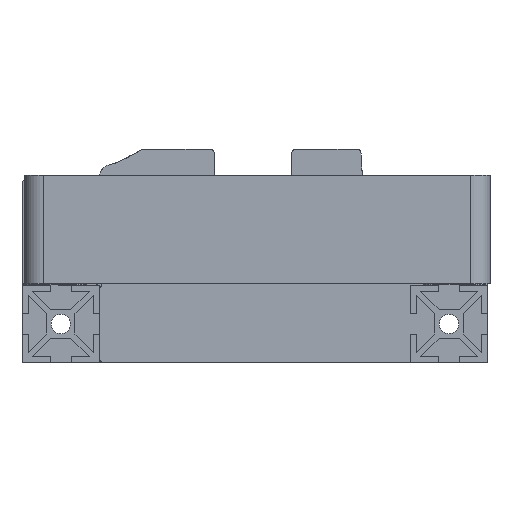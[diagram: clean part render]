
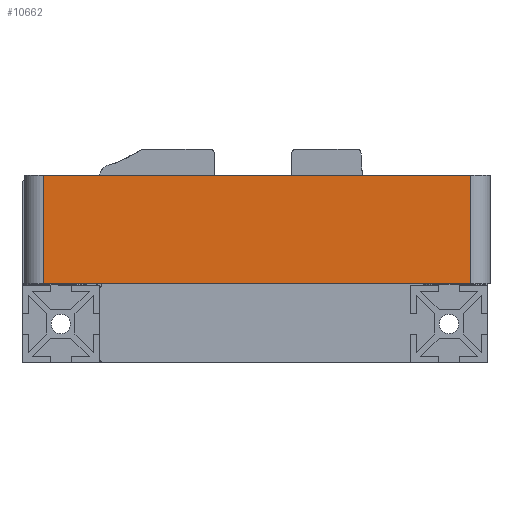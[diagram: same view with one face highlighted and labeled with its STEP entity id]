
A CAD part, front view. The second image highlights one B-rep face of the part: STEP entity #10662.
In plain terms, the highlighted planar face has unit normal (0, -1, 0).
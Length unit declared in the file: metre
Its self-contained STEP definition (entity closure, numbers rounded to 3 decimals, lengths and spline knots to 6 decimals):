
#398=PLANE('',#11422);
#688=LINE('',#16130,#1445);
#689=LINE('',#16133,#1446);
#690=LINE('',#16135,#1447);
#691=LINE('',#16137,#1448);
#1445=VECTOR('',#12866,1.);
#1446=VECTOR('',#12867,1.);
#1447=VECTOR('',#12868,1.);
#1448=VECTOR('',#12869,1.);
#2302=ORIENTED_EDGE('',*,*,#5605,.T.);
#2303=ORIENTED_EDGE('',*,*,#5606,.T.);
#2304=ORIENTED_EDGE('',*,*,#5607,.T.);
#2305=ORIENTED_EDGE('',*,*,#5608,.T.);
#5605=EDGE_CURVE('',#7246,#7247,#688,.F.);
#5606=EDGE_CURVE('',#7247,#7248,#689,.T.);
#5607=EDGE_CURVE('',#7248,#7249,#690,.T.);
#5608=EDGE_CURVE('',#7249,#7246,#691,.T.);
#7246=VERTEX_POINT('',#16131);
#7247=VERTEX_POINT('',#16132);
#7248=VERTEX_POINT('',#16134);
#7249=VERTEX_POINT('',#16136);
#8899=EDGE_LOOP('',(#2302,#2303,#2304,#2305));
#9643=FACE_BOUND('',#8899,.T.);
#10662=ADVANCED_FACE('',(#9643),#398,.T.);
#11422=AXIS2_PLACEMENT_3D('',#16129,#12864,#12865);
#12864=DIRECTION('',(0.,-1.,0.));
#12865=DIRECTION('',(0.,0.,-1.));
#12866=DIRECTION('',(0.,0.,-1.));
#12867=DIRECTION('',(-1.,0.,0.));
#12868=DIRECTION('',(0.,0.,-1.));
#12869=DIRECTION('',(1.,0.,0.));
#16129=CARTESIAN_POINT('',(-0.843,-0.2825,0.07));
#16130=CARTESIAN_POINT('',(-0.788,-0.2825,0.07));
#16131=CARTESIAN_POINT('',(-0.788,-0.2825,0.04));
#16132=CARTESIAN_POINT('',(-0.788,-0.2825,0.0679));
#16133=CARTESIAN_POINT('',(-0.843,-0.2825,0.0679));
#16134=CARTESIAN_POINT('',(-0.898,-0.2825,0.0679));
#16135=CARTESIAN_POINT('',(-0.898,-0.2825,0.055));
#16136=CARTESIAN_POINT('',(-0.898,-0.2825,0.04));
#16137=CARTESIAN_POINT('',(-0.843,-0.2825,0.04));
